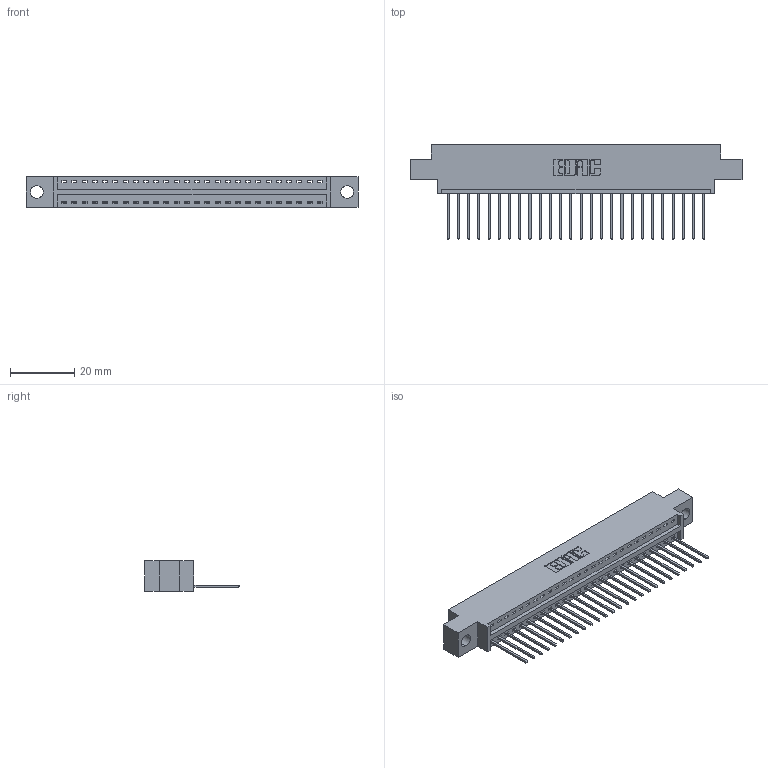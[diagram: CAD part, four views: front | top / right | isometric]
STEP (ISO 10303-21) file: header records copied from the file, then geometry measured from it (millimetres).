
FILE_DESCRIPTION (( 'STEP AP203' ), '1' );
FILE_NAME ('346-026-540-604.STEP', '2018-08-21T22:40:42', ( '' ), ( '' ), 'SwSTEP 2.0', 'SolidWorks 2016', '' );
FILE_SCHEMA (( 'CONFIG_CONTROL_DESIGN' ));
Length unit declared in the file: inch
Products named in the file (3): 346 Part_0.170 Offset - 0.156 Dia-TH; 345-292-001_345-293-140; 346-026-540-604
Assembly tree (27 placements, depth 2):
  346-026-540-604
    346 Part_0.170 Offset - 0.156 Dia-TH
    345-292-001_345-293-140  x26
Bounding box: 103.12 x 29.46 x 9.4 mm (x, y, z)
Volume: 9553.8 mm3; surface area: 11990.7 mm2
Topology: 27 solids, 27 shells, 1634 faces, 4917 edges, 3242 vertices
Faces by surface type: plane 1120, cylinder 514
Entity records: 18443 total; most frequent: CARTESIAN_POINT 3174, ORIENTED_EDGE 3134, DIRECTION 2819, EDGE_CURVE 1567, VECTOR 1331, LINE 1331, VERTEX_POINT 1042, AXIS2_PLACEMENT_3D 744
